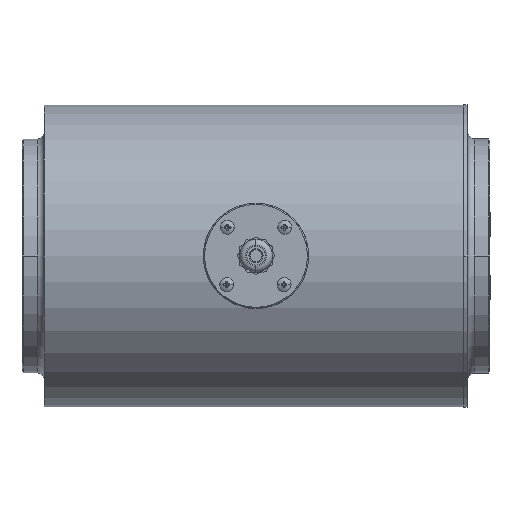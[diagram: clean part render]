
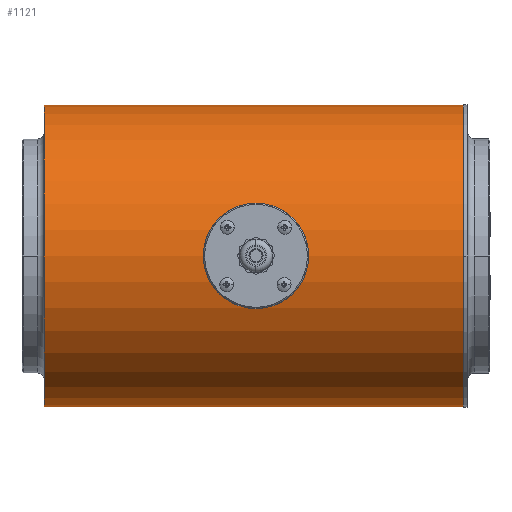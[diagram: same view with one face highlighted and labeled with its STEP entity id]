
A CAD part, front view. The second image highlights one B-rep face of the part: STEP entity #1121.
In plain terms, the highlighted cylindrical face has radius 64.5 mm (diameter 129 mm), a partial arc.
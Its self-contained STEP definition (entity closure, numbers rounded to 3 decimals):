
#1121=ADVANCED_FACE('',(#2276),#2277,.T.);
#2276=FACE_OUTER_BOUND('',#3574,.T.);
#2277=CYLINDRICAL_SURFACE('',#3575,64.5);
#3574=EDGE_LOOP('',(#6062,#6063,#6064,#6065));
#3575=AXIS2_PLACEMENT_3D('',#6066,#6067,#6068);
#6062=ORIENTED_EDGE('',*,*,#8927,.F.);
#6063=ORIENTED_EDGE('',*,*,#8972,.T.);
#6064=ORIENTED_EDGE('',*,*,#8928,.F.);
#6065=ORIENTED_EDGE('',*,*,#8728,.T.);
#6066=CARTESIAN_POINT('',(238.049,195.945,10.));
#6067=DIRECTION('',(-1.0,0.,0.));
#6068=DIRECTION('',(0.,0.,-1.0));
#8728=EDGE_CURVE('6:120',#10741,#10742,#10743,.T.);
#8927=EDGE_CURVE('',#11030,#10742,#11031,.T.);
#8928=EDGE_CURVE('',#10741,#11032,#11033,.T.);
#8972=EDGE_CURVE('',#11030,#11032,#11098,.T.);
#10741=VERTEX_POINT('',#13841);
#10742=VERTEX_POINT('',#13842);
#10743=CIRCLE('',#13843,64.5);
#11030=VERTEX_POINT('',#14451);
#11031=LINE('',#14452,#14453);
#11032=VERTEX_POINT('',#14454);
#11033=LINE('',#14455,#14456);
#11098=CIRCLE('',#14579,64.5);
#13841=CARTESIAN_POINT('',(59.049,195.945,74.5));
#13842=CARTESIAN_POINT('',(59.049,195.945,-54.5));
#13843=AXIS2_PLACEMENT_3D('',#16898,#16899,#16900);
#14451=CARTESIAN_POINT('',(238.049,195.945,-54.5));
#14452=CARTESIAN_POINT('',(238.049,195.945,-54.5));
#14453=VECTOR('',#17172,1.0);
#14454=CARTESIAN_POINT('',(238.049,195.945,74.5));
#14455=CARTESIAN_POINT('',(238.049,195.945,74.5));
#14456=VECTOR('',#17173,1.0);
#14579=AXIS2_PLACEMENT_3D('',#17232,#17233,#17234);
#16898=CARTESIAN_POINT('',(59.049,195.945,10.));
#16899=DIRECTION('',(1.0,0.,0.));
#16900=DIRECTION('',(0.,0.,-1.0));
#17172=DIRECTION('',(-1.0,0.,0.));
#17173=DIRECTION('',(1.0,0.,0.));
#17232=CARTESIAN_POINT('',(238.049,195.945,10.));
#17233=DIRECTION('',(-1.0,0.,0.));
#17234=DIRECTION('',(0.,0.,-1.0));
